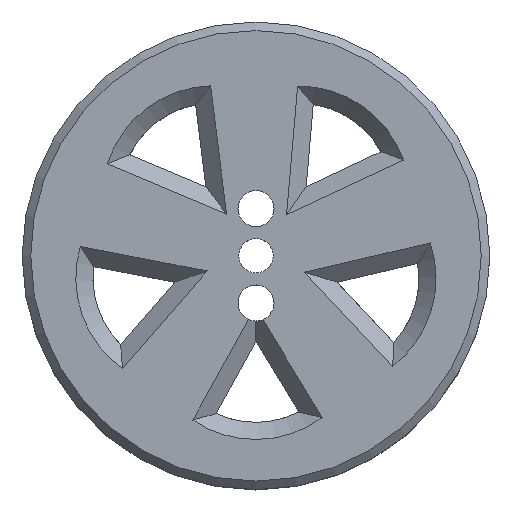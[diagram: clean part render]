
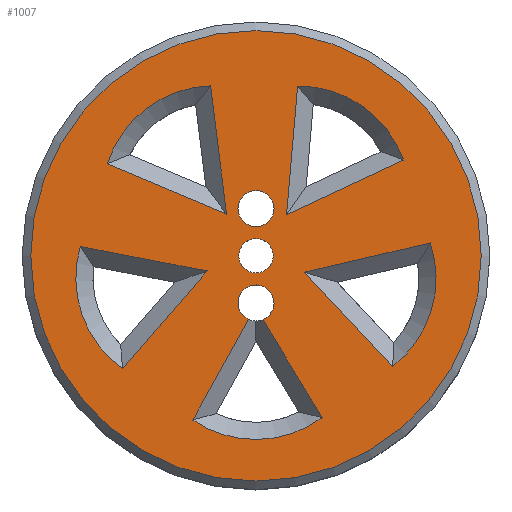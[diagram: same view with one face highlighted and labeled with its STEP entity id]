
A CAD part, top view. The second image highlights one B-rep face of the part: STEP entity #1007.
In plain terms, the highlighted planar face has unit normal (0, 0, 1).
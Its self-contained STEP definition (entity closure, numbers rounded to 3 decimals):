
#41=FACE_BOUND('',#193,.T.);
#42=FACE_BOUND('',#194,.T.);
#43=FACE_BOUND('',#195,.T.);
#44=FACE_BOUND('',#196,.T.);
#45=FACE_BOUND('',#197,.T.);
#46=FACE_BOUND('',#198,.T.);
#47=FACE_BOUND('',#199,.T.);
#79=CIRCLE('',#1089,13.125);
#80=CIRCLE('',#1091,6.501);
#81=CIRCLE('',#1092,6.501);
#82=CIRCLE('',#1093,1.05);
#83=CIRCLE('',#1094,1.05);
#84=CIRCLE('',#1095,6.501);
#85=CIRCLE('',#1096,1.05);
#86=CIRCLE('',#1097,1.);
#87=CIRCLE('',#1098,6.501);
#88=CIRCLE('',#1099,6.501);
#131=FACE_OUTER_BOUND('',#192,.T.);
#192=EDGE_LOOP('',(#696));
#193=EDGE_LOOP('',(#697,#698,#699));
#194=EDGE_LOOP('',(#700,#701,#702));
#195=EDGE_LOOP('',(#703,#704,#705,#706,#707));
#196=EDGE_LOOP('',(#708));
#197=EDGE_LOOP('',(#709));
#198=EDGE_LOOP('',(#710,#711,#712));
#199=EDGE_LOOP('',(#713,#714,#715));
#266=LINE('',#1526,#347);
#275=LINE('',#1562,#356);
#276=LINE('',#1565,#357);
#277=LINE('',#1568,#358);
#278=LINE('',#1571,#359);
#279=LINE('',#1577,#360);
#280=LINE('',#1585,#361);
#281=LINE('',#1588,#362);
#282=LINE('',#1591,#363);
#283=LINE('',#1594,#364);
#347=VECTOR('',#1200,10.);
#356=VECTOR('',#1241,10.);
#357=VECTOR('',#1242,10.);
#358=VECTOR('',#1245,10.);
#359=VECTOR('',#1246,10.);
#360=VECTOR('',#1251,10.);
#361=VECTOR('',#1258,10.);
#362=VECTOR('',#1261,10.);
#363=VECTOR('',#1262,10.);
#364=VECTOR('',#1265,10.);
#426=VERTEX_POINT('',#1517);
#429=VERTEX_POINT('',#1522);
#439=VERTEX_POINT('',#1556);
#440=VERTEX_POINT('',#1560);
#441=VERTEX_POINT('',#1563);
#442=VERTEX_POINT('',#1564);
#443=VERTEX_POINT('',#1566);
#444=VERTEX_POINT('',#1569);
#445=VERTEX_POINT('',#1570);
#446=VERTEX_POINT('',#1572);
#447=VERTEX_POINT('',#1574);
#448=VERTEX_POINT('',#1576);
#449=VERTEX_POINT('',#1579);
#450=VERTEX_POINT('',#1581);
#451=VERTEX_POINT('',#1583);
#452=VERTEX_POINT('',#1584);
#453=VERTEX_POINT('',#1586);
#454=VERTEX_POINT('',#1589);
#455=VERTEX_POINT('',#1590);
#456=VERTEX_POINT('',#1592);
#520=EDGE_CURVE('',#429,#426,#266,.T.);
#535=EDGE_CURVE('',#439,#439,#79,.T.);
#537=EDGE_CURVE('',#440,#429,#80,.T.);
#538=EDGE_CURVE('',#426,#440,#275,.T.);
#539=EDGE_CURVE('',#441,#442,#276,.T.);
#540=EDGE_CURVE('',#443,#441,#81,.T.);
#541=EDGE_CURVE('',#442,#443,#277,.T.);
#542=EDGE_CURVE('',#444,#445,#278,.T.);
#543=EDGE_CURVE('',#444,#446,#82,.T.);
#544=EDGE_CURVE('',#446,#447,#83,.T.);
#545=EDGE_CURVE('',#448,#447,#279,.T.);
#546=EDGE_CURVE('',#445,#448,#84,.T.);
#547=EDGE_CURVE('',#449,#449,#85,.T.);
#548=EDGE_CURVE('',#450,#450,#86,.T.);
#549=EDGE_CURVE('',#451,#452,#280,.T.);
#550=EDGE_CURVE('',#453,#451,#87,.T.);
#551=EDGE_CURVE('',#452,#453,#281,.T.);
#552=EDGE_CURVE('',#454,#455,#282,.T.);
#553=EDGE_CURVE('',#456,#454,#88,.T.);
#554=EDGE_CURVE('',#455,#456,#283,.T.);
#696=ORIENTED_EDGE('',*,*,#535,.F.);
#697=ORIENTED_EDGE('',*,*,#537,.F.);
#698=ORIENTED_EDGE('',*,*,#538,.F.);
#699=ORIENTED_EDGE('',*,*,#520,.F.);
#700=ORIENTED_EDGE('',*,*,#539,.F.);
#701=ORIENTED_EDGE('',*,*,#540,.F.);
#702=ORIENTED_EDGE('',*,*,#541,.F.);
#703=ORIENTED_EDGE('',*,*,#542,.F.);
#704=ORIENTED_EDGE('',*,*,#543,.T.);
#705=ORIENTED_EDGE('',*,*,#544,.T.);
#706=ORIENTED_EDGE('',*,*,#545,.F.);
#707=ORIENTED_EDGE('',*,*,#546,.F.);
#708=ORIENTED_EDGE('',*,*,#547,.T.);
#709=ORIENTED_EDGE('',*,*,#548,.T.);
#710=ORIENTED_EDGE('',*,*,#549,.F.);
#711=ORIENTED_EDGE('',*,*,#550,.F.);
#712=ORIENTED_EDGE('',*,*,#551,.F.);
#713=ORIENTED_EDGE('',*,*,#552,.F.);
#714=ORIENTED_EDGE('',*,*,#553,.F.);
#715=ORIENTED_EDGE('',*,*,#554,.F.);
#966=PLANE('',#1090);
#1007=ADVANCED_FACE('',(#131,#41,#42,#43,#44,#45,#46,#47),#966,.T.);
#1089=AXIS2_PLACEMENT_3D('',#1557,#1234,#1235);
#1090=AXIS2_PLACEMENT_3D('',#1559,#1237,#1238);
#1091=AXIS2_PLACEMENT_3D('',#1561,#1239,#1240);
#1092=AXIS2_PLACEMENT_3D('',#1567,#1243,#1244);
#1093=AXIS2_PLACEMENT_3D('',#1573,#1247,#1248);
#1094=AXIS2_PLACEMENT_3D('',#1575,#1249,#1250);
#1095=AXIS2_PLACEMENT_3D('',#1578,#1252,#1253);
#1096=AXIS2_PLACEMENT_3D('',#1580,#1254,#1255);
#1097=AXIS2_PLACEMENT_3D('',#1582,#1256,#1257);
#1098=AXIS2_PLACEMENT_3D('',#1587,#1259,#1260);
#1099=AXIS2_PLACEMENT_3D('',#1593,#1263,#1264);
#1200=DIRECTION('',(-0.974,-0.227,0.));
#1234=DIRECTION('center_axis',(0.,0.,-1.));
#1235=DIRECTION('ref_axis',(-1.,0.,0.));
#1237=DIRECTION('center_axis',(0.,0.,1.));
#1238=DIRECTION('ref_axis',(-1.,0.,0.));
#1239=DIRECTION('center_axis',(0.,0.,1.));
#1240=DIRECTION('ref_axis',(0.733,-0.68,0.));
#1241=DIRECTION('',(0.683,-0.73,0.));
#1242=DIRECTION('',(0.921,-0.389,0.));
#1243=DIRECTION('center_axis',(0.,0.,1.));
#1244=DIRECTION('ref_axis',(-0.193,0.981,0.));
#1245=DIRECTION('',(-0.124,0.992,0.));
#1246=DIRECTION('',(-0.483,-0.876,0.));
#1247=DIRECTION('center_axis',(0.,0.,-1.));
#1248=DIRECTION('ref_axis',(-1.,0.,0.));
#1249=DIRECTION('center_axis',(0.,0.,-1.));
#1250=DIRECTION('ref_axis',(-1.,0.,0.));
#1251=DIRECTION('',(-0.517,0.856,0.));
#1252=DIRECTION('center_axis',(0.,0.,1.));
#1253=DIRECTION('ref_axis',(-0.42,-0.907,0.));
#1254=DIRECTION('center_axis',(0.,0.,-1.));
#1255=DIRECTION('ref_axis',(-1.,0.,0.));
#1256=DIRECTION('center_axis',(0.,0.,-1.));
#1257=DIRECTION('ref_axis',(-1.,0.,0.));
#1258=DIRECTION('',(0.655,0.756,0.));
#1259=DIRECTION('center_axis',(0.,0.,1.));
#1260=DIRECTION('ref_axis',(-0.993,0.119,0.));
#1261=DIRECTION('',(-0.982,0.189,0.));
#1262=DIRECTION('',(-0.085,-0.996,0.));
#1263=DIRECTION('center_axis',(0.,0.,1.));
#1264=DIRECTION('ref_axis',(0.873,0.487,0.));
#1265=DIRECTION('',(0.906,0.424,0.));
#1517=CARTESIAN_POINT('',(2.819,-0.957,12.));
#1522=CARTESIAN_POINT('',(10.156,0.752,12.));
#1526=CARTESIAN_POINT('',(2.431,-1.047,12.));
#1556=CARTESIAN_POINT('',(13.125,0.,12.));
#1557=CARTESIAN_POINT('Origin',(0.,0.,12.));
#1559=CARTESIAN_POINT('Origin',(0.,0.,12.));
#1560=CARTESIAN_POINT('',(7.967,-6.456,12.));
#1561=CARTESIAN_POINT('Origin',(3.991,-1.312,12.));
#1562=CARTESIAN_POINT('',(4.16,-2.389,12.));
#1563=CARTESIAN_POINT('',(-8.658,5.362,12.));
#1564=CARTESIAN_POINT('',(-1.719,2.431,12.));
#1565=CARTESIAN_POINT('',(-1.351,2.276,12.));
#1566=CARTESIAN_POINT('',(-2.651,9.906,12.));
#1567=CARTESIAN_POINT('Origin',(-2.458,3.408,12.));
#1568=CARTESIAN_POINT('',(-1.961,4.378,12.));
#1569=CARTESIAN_POINT('',(-0.44,-3.704,12.));
#1570=CARTESIAN_POINT('',(-3.678,-9.572,12.));
#1571=CARTESIAN_POINT('',(-0.986,-4.694,12.));
#1572=CARTESIAN_POINT('',(1.05,-2.75,12.));
#1573=CARTESIAN_POINT('Origin',(0.,-2.75,12.));
#1574=CARTESIAN_POINT('',(0.408,-3.717,12.));
#1575=CARTESIAN_POINT('Origin',(0.,-2.75,12.));
#1576=CARTESIAN_POINT('',(3.853,-9.427,12.));
#1577=CARTESIAN_POINT('',(-0.244,-2.636,12.));
#1578=CARTESIAN_POINT('Origin',(-0.015,-4.201,12.));
#1579=CARTESIAN_POINT('',(-1.05,2.75,12.));
#1580=CARTESIAN_POINT('Origin',(0.,2.75,12.));
#1581=CARTESIAN_POINT('',(1.,0.,12.));
#1582=CARTESIAN_POINT('Origin',(0.,0.,12.));
#1583=CARTESIAN_POINT('',(-7.775,-6.578,12.));
#1584=CARTESIAN_POINT('',(-2.843,-0.883,12.));
#1585=CARTESIAN_POINT('',(-2.582,-0.582,12.));
#1586=CARTESIAN_POINT('',(-10.24,0.54,12.));
#1587=CARTESIAN_POINT('Origin',(-4.,-1.284,12.));
#1588=CARTESIAN_POINT('',(-4.769,-0.512,12.));
#1589=CARTESIAN_POINT('',(2.424,9.891,12.));
#1590=CARTESIAN_POINT('',(1.781,2.386,12.));
#1591=CARTESIAN_POINT('',(1.747,1.989,12.));
#1592=CARTESIAN_POINT('',(8.602,5.582,12.));
#1593=CARTESIAN_POINT('Origin',(2.481,3.39,12.));
#1594=CARTESIAN_POINT('',(3.557,3.218,12.));
